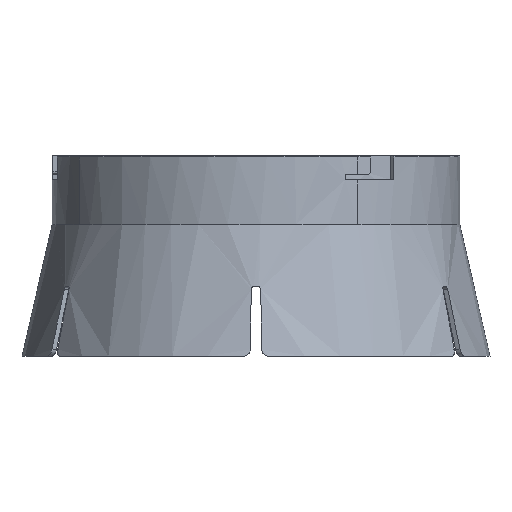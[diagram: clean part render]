
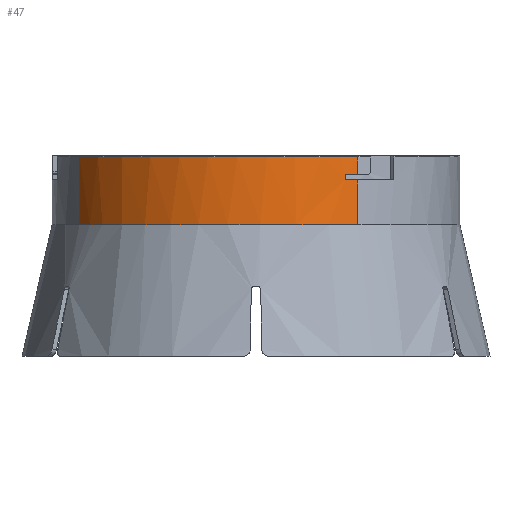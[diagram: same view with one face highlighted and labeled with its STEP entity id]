
A CAD part, front view. The second image highlights one B-rep face of the part: STEP entity #47.
In plain terms, the highlighted cylindrical face has radius 87.35 mm (diameter 174.7 mm), a partial arc.
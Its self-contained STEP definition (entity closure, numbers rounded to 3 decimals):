
#47=ADVANCED_FACE('',(#187),#2135,.T.);
#187=FACE_OUTER_BOUND('',#327,.T.);
#327=EDGE_LOOP('',(#518,#519,#520,#521,#522,#523,#524,#525));
#518=ORIENTED_EDGE('',*,*,#1432,.F.);
#519=ORIENTED_EDGE('',*,*,#1400,.F.);
#520=ORIENTED_EDGE('',*,*,#1399,.F.);
#521=ORIENTED_EDGE('',*,*,#1398,.T.);
#522=ORIENTED_EDGE('',*,*,#1300,.F.);
#523=ORIENTED_EDGE('',*,*,#1442,.F.);
#524=ORIENTED_EDGE('',*,*,#1433,.T.);
#525=ORIENTED_EDGE('',*,*,#1431,.F.);
#1300=EDGE_CURVE('',#1839,#1838,#1678,.T.);
#1398=EDGE_CURVE('',#1992,#1838,#1751,.T.);
#1399=EDGE_CURVE('',#1992,#1993,#1752,.T.);
#1400=EDGE_CURVE('',#1993,#2011,#1753,.T.);
#1431=EDGE_CURVE('',#2009,#2010,#1780,.T.);
#1432=EDGE_CURVE('',#2011,#2009,#1781,.T.);
#1433=EDGE_CURVE('',#2012,#2010,#1782,.T.);
#1442=EDGE_CURVE('',#2012,#1839,#1789,.T.);
#1678=(
BOUNDED_CURVE()
B_SPLINE_CURVE(2,(#3859,#3860,#3861),.UNSPECIFIED.,.F.,.F.)
B_SPLINE_CURVE_WITH_KNOTS((3,3),(0.,137.209),.UNSPECIFIED.)
CURVE()
GEOMETRIC_REPRESENTATION_ITEM()
RATIONAL_B_SPLINE_CURVE((1.,0.707,1.))
REPRESENTATION_ITEM('')
);
#1751=(
BOUNDED_CURVE()
B_SPLINE_CURVE(1,(#4444,#4445),.UNSPECIFIED.,.F.,.F.)
B_SPLINE_CURVE_WITH_KNOTS((2,2),(0.5,29.561),
 .UNSPECIFIED.)
CURVE()
GEOMETRIC_REPRESENTATION_ITEM()
RATIONAL_B_SPLINE_CURVE((1.,1.))
REPRESENTATION_ITEM('')
);
#1752=(
BOUNDED_CURVE()
B_SPLINE_CURVE(2,(#4446,#4447,#4448),.UNSPECIFIED.,.F.,.F.)
B_SPLINE_CURVE_WITH_KNOTS((3,3),(0.,136.42),
 .UNSPECIFIED.)
CURVE()
GEOMETRIC_REPRESENTATION_ITEM()
RATIONAL_B_SPLINE_CURVE((1.,0.707,1.))
REPRESENTATION_ITEM('')
);
#1753=(
BOUNDED_CURVE()
B_SPLINE_CURVE(1,(#4449,#4450),.UNSPECIFIED.,.F.,.F.)
B_SPLINE_CURVE_WITH_KNOTS((2,2),(0.5,7.84),
 .UNSPECIFIED.)
CURVE()
GEOMETRIC_REPRESENTATION_ITEM()
RATIONAL_B_SPLINE_CURVE((1.,1.))
REPRESENTATION_ITEM('')
);
#1780=(
BOUNDED_CURVE()
B_SPLINE_CURVE(1,(#4585,#4586),.UNSPECIFIED.,.F.,.F.)
B_SPLINE_CURVE_WITH_KNOTS((2,2),(7.84,10.34),
 .UNSPECIFIED.)
CURVE()
GEOMETRIC_REPRESENTATION_ITEM()
RATIONAL_B_SPLINE_CURVE((1.,1.))
REPRESENTATION_ITEM('')
);
#1781=(
BOUNDED_CURVE()
B_SPLINE_CURVE(2,(#4587,#4588,#4589),.UNSPECIFIED.,.F.,.F.)
B_SPLINE_CURVE_WITH_KNOTS((3,3),(397.372,403.929),
 .UNSPECIFIED.)
CURVE()
GEOMETRIC_REPRESENTATION_ITEM()
RATIONAL_B_SPLINE_CURVE((1.,0.999,1.))
REPRESENTATION_ITEM('')
);
#1782=(
BOUNDED_CURVE()
B_SPLINE_CURVE(2,(#4590,#4591,#4592),.UNSPECIFIED.,.F.,.F.)
B_SPLINE_CURVE_WITH_KNOTS((3,3),(397.372,403.929),
 .UNSPECIFIED.)
CURVE()
GEOMETRIC_REPRESENTATION_ITEM()
RATIONAL_B_SPLINE_CURVE((1.,0.999,1.))
REPRESENTATION_ITEM('')
);
#1789=(
BOUNDED_CURVE()
B_SPLINE_CURVE(1,(#4623,#4624),.UNSPECIFIED.,.F.,.F.)
B_SPLINE_CURVE_WITH_KNOTS((2,2),(10.34,29.561),
 .UNSPECIFIED.)
CURVE()
GEOMETRIC_REPRESENTATION_ITEM()
RATIONAL_B_SPLINE_CURVE((1.,1.))
REPRESENTATION_ITEM('')
);
#1838=VERTEX_POINT('',#2880);
#1839=VERTEX_POINT('',#2881);
#1992=VERTEX_POINT('',#3034);
#1993=VERTEX_POINT('',#3035);
#2009=VERTEX_POINT('',#3051);
#2010=VERTEX_POINT('',#3052);
#2011=VERTEX_POINT('',#3053);
#2012=VERTEX_POINT('',#3054);
#2135=CYLINDRICAL_SURFACE('',#2286,87.35);
#2286=AXIS2_PLACEMENT_3D('',#2546,#2416,$);
#2416=DIRECTION('',(0.,0.,1.));
#2546=CARTESIAN_POINT('',(102.,102.,71.085));
#2880=CARTESIAN_POINT('',(26.353,58.325,56.305));
#2881=CARTESIAN_POINT('',(145.675,26.353,56.305));
#3034=CARTESIAN_POINT('',(26.353,58.325,85.365));
#3035=CARTESIAN_POINT('',(145.675,26.353,85.365));
#3051=CARTESIAN_POINT('',(140.198,23.445,78.026));
#3052=CARTESIAN_POINT('',(140.198,23.445,75.525));
#3053=CARTESIAN_POINT('',(145.675,26.353,78.026));
#3054=CARTESIAN_POINT('',(145.675,26.353,75.525));
#3859=CARTESIAN_POINT('',(145.675,26.353,56.305));
#3860=CARTESIAN_POINT('',(70.028,-17.322,56.305));
#3861=CARTESIAN_POINT('',(26.353,58.325,56.305));
#4444=CARTESIAN_POINT('',(26.353,58.325,85.365));
#4445=CARTESIAN_POINT('',(26.353,58.325,56.305));
#4446=CARTESIAN_POINT('',(26.353,58.325,85.365));
#4447=CARTESIAN_POINT('',(70.028,-17.322,85.365));
#4448=CARTESIAN_POINT('',(145.675,26.353,85.365));
#4449=CARTESIAN_POINT('',(145.675,26.353,85.365));
#4450=CARTESIAN_POINT('',(145.675,26.353,78.026));
#4585=CARTESIAN_POINT('',(140.198,23.445,78.026));
#4586=CARTESIAN_POINT('',(140.198,23.445,75.525));
#4587=CARTESIAN_POINT('',(145.675,26.353,78.026));
#4588=CARTESIAN_POINT('',(142.988,24.801,78.026));
#4589=CARTESIAN_POINT('',(140.198,23.445,78.026));
#4590=CARTESIAN_POINT('',(145.675,26.353,75.525));
#4591=CARTESIAN_POINT('',(142.988,24.801,75.525));
#4592=CARTESIAN_POINT('',(140.198,23.445,75.525));
#4623=CARTESIAN_POINT('',(145.675,26.353,75.525));
#4624=CARTESIAN_POINT('',(145.675,26.353,56.305));
